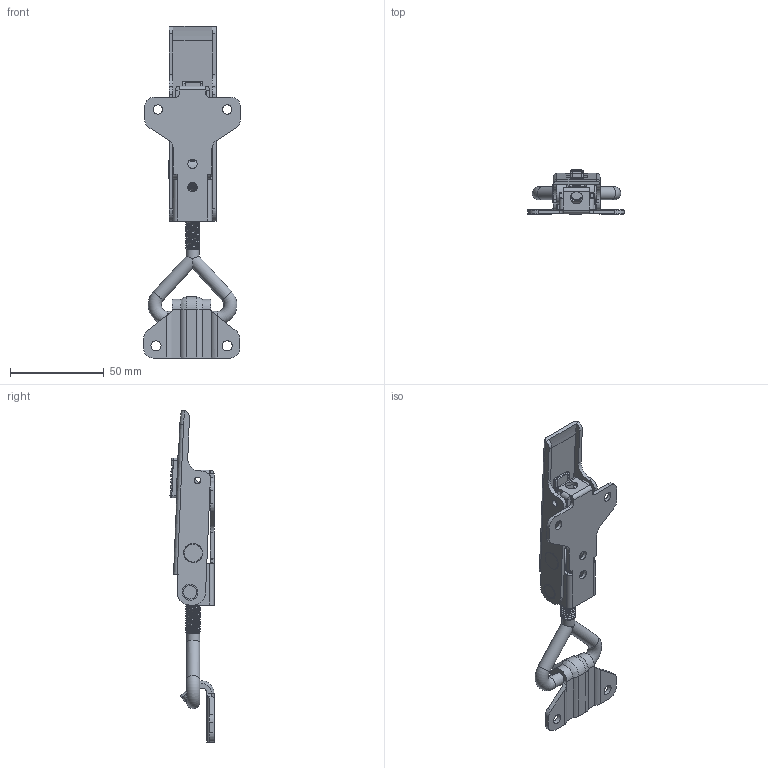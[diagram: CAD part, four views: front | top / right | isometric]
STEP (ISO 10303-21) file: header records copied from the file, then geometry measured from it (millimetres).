
FILE_DESCRIPTION(/* description */ (''),/* implementation_level */ '2;1');
FILE_NAME(/* name */ 'C-M69-B_1.stp',/* time_stamp */ '2024-06-26T16:57:49+09:00',/* author */ ('user'),/* organization */ (''),/* preprocessor_version */ 'ST-DEVELOPER v15.6',/* originating_system */ 'Autodesk Inventor 2015',/* authorisation */ '');
FILE_SCHEMA (('AUTOMOTIVE_DESIGN { 1 0 10303 214 3 1 1 }'));
Products named in the file (9): 본체 1; 걸고리; 링크핀1; 링크핀2; 버튼; 본체 2; 조인트 핀; 아대 (1); C-M69-B_1
Bounding box: 51.61 x 23.5 x 177.13 mm (x, y, z)
Volume: 27884.9 mm3; surface area: 27248.8 mm2
Topology: 8 solids, 8 shells, 372 faces, 1136 edges, 784 vertices
Faces by surface type: plane 197, cylinder 148, bspline 10, torus 8, cone 5, sphere 4
Full cylindrical faces by diameter (mm): 3.6 x2, 5 x4, 5.4 x2, 6 x2, 6.2 x2, 6.5 x1, 7 x6, 7.2 x2, 8 x1, 8.5 x2, 10 x1, 10.1 x1, 11.5 x2, 11.6 x1
Entity records: 35900 total; most frequent: CARTESIAN_POINT 25572, ORIENTED_EDGE 2176, DIRECTION 1962, EDGE_CURVE 1088, VERTEX_POINT 776, AXIS2_PLACEMENT_3D 714, LINE 534, VECTOR 534
